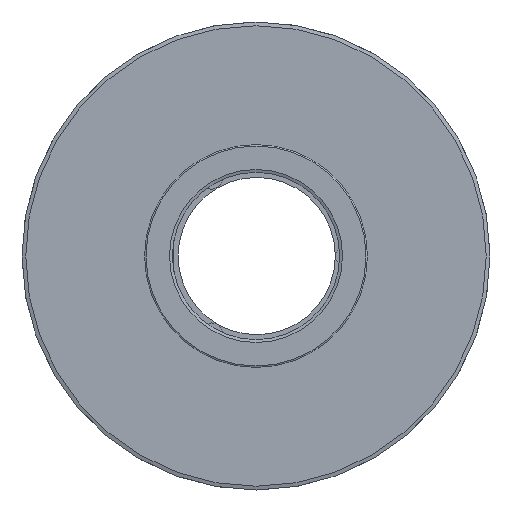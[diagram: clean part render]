
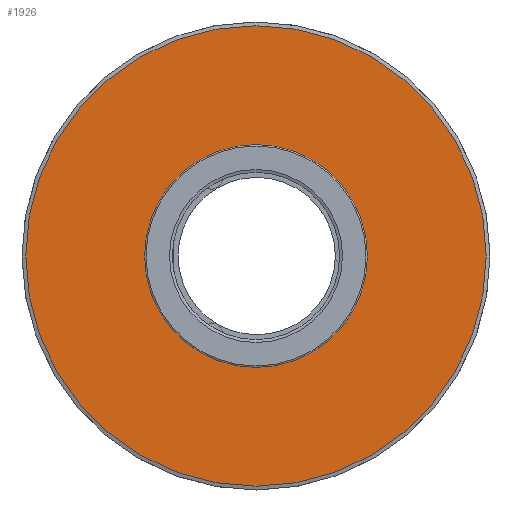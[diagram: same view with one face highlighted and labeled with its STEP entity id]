
A CAD part, top view. The second image highlights one B-rep face of the part: STEP entity #1926.
In plain terms, the highlighted planar face has unit normal (0, 0, 1).
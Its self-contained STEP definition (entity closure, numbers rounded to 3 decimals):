
#167=FACE_BOUND('',#400,.T.);
#214=PLANE('',#2248);
#280=FACE_OUTER_BOUND('',#399,.T.);
#399=EDGE_LOOP('',(#1460));
#400=EDGE_LOOP('',(#1461));
#554=CIRCLE('',#2244,492.);
#557=CIRCLE('',#2249,205.);
#932=VERTEX_POINT('',#3298);
#935=VERTEX_POINT('',#3308);
#1128=EDGE_CURVE('',#932,#932,#554,.T.);
#1133=EDGE_CURVE('',#935,#935,#557,.T.);
#1460=ORIENTED_EDGE('',*,*,#1128,.F.);
#1461=ORIENTED_EDGE('',*,*,#1133,.T.);
#1926=ADVANCED_FACE('',(#280,#167),#214,.T.);
#2244=AXIS2_PLACEMENT_3D('',#3299,#2637,#2638);
#2248=AXIS2_PLACEMENT_3D('',#3307,#2647,#2648);
#2249=AXIS2_PLACEMENT_3D('',#3309,#2649,#2650);
#2637=DIRECTION('center_axis',(0.,0.,-1.));
#2638=DIRECTION('ref_axis',(-1.,0.,0.));
#2647=DIRECTION('center_axis',(0.,0.,1.));
#2648=DIRECTION('ref_axis',(1.,0.,0.));
#2649=DIRECTION('center_axis',(0.,0.,-1.));
#2650=DIRECTION('ref_axis',(-1.,0.,0.));
#3298=CARTESIAN_POINT('',(492.,0.,4.));
#3299=CARTESIAN_POINT('Origin',(0.,0.,4.));
#3307=CARTESIAN_POINT('Origin',(0.,0.,4.));
#3308=CARTESIAN_POINT('',(205.,0.,4.));
#3309=CARTESIAN_POINT('Origin',(0.,0.,4.));
